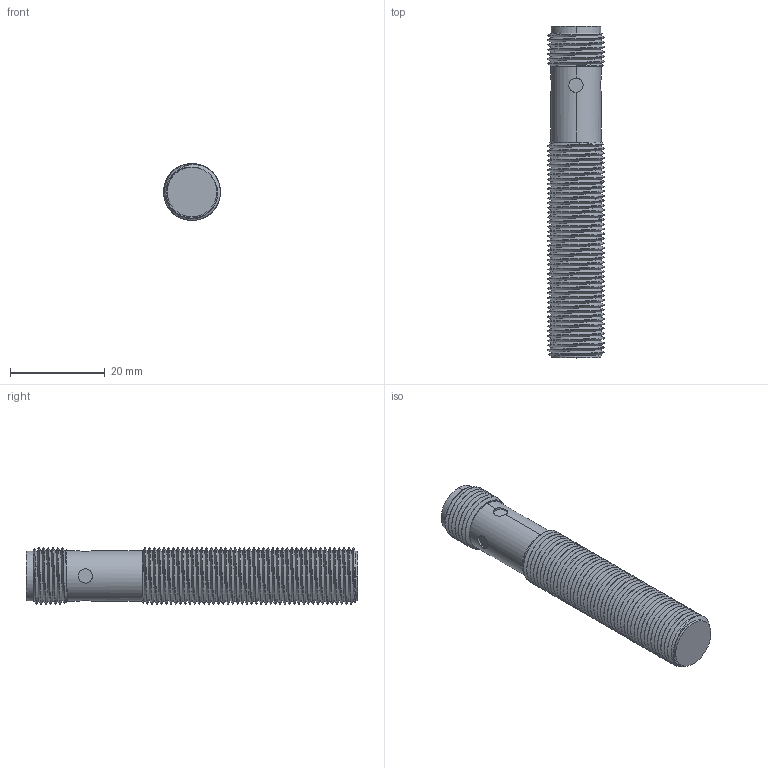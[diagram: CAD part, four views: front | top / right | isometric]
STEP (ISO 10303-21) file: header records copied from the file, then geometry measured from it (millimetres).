
FILE_DESCRIPTION((''),'2;1');
FILE_NAME('FCM1-1202X-XRU4','2017-07-17T',('Administrator'),(''),'PRO/ENGINEER BY PARAMETRIC TECHNOLOGY CORPORATION, 2009440','PRO/ENGINEER BY PARAMETRIC TECHNOLOGY CORPORATION, 2009440','');
FILE_SCHEMA(('CONFIG_CONTROL_DESIGN'));
Length unit declared in the file: millimetre
Products named in the file (1): FCM1-1202X-XRU4
Bounding box: 12 x 70 x 12 mm (x, y, z)
Volume: 6196.5 mm3; surface area: 4957.1 mm2
Topology: 1 solids, 1 shells, 188 faces, 516 edges, 329 vertices
Faces by surface type: cylinder 125, bspline 34, plane 17, sphere 8, cone 4
Entity records: 18056 total; most frequent: CARTESIAN_POINT 13899, ORIENTED_EDGE 1016, DIRECTION 602, EDGE_CURVE 508, VERTEX_POINT 329, B_SPLINE_CURVE_WITH_KNOTS 280, AXIS2_PLACEMENT_3D 220, EDGE_LOOP 195
